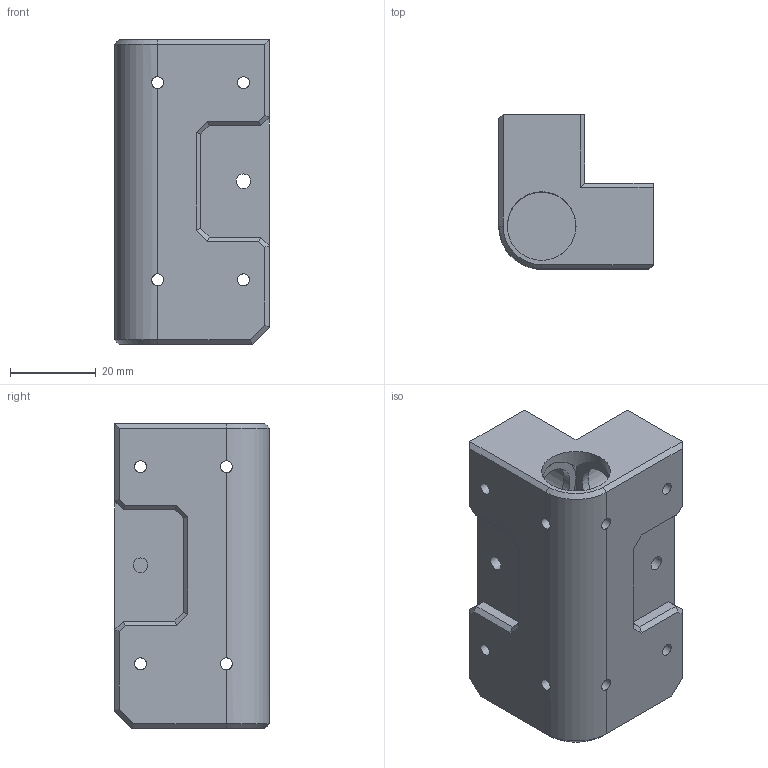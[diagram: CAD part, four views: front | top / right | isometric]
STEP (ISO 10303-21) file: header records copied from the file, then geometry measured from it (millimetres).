
FILE_DESCRIPTION(('FreeCAD Model'),'2;1');
FILE_NAME('Open CASCADE Shape Model','2023-03-29T12:31:58',('Author'),( ''),'Open CASCADE STEP processor 7.5','FreeCAD','Unknown');
FILE_SCHEMA(('AUTOMOTIVE_DESIGN { 1 0 10303 214 1 1 1 1 }'));
Length unit declared in the file: millimetre
Products named in the file (1): new.bottom.corner
Bounding box: 36 x 36 x 71 mm (x, y, z)
Volume: 26172.9 mm3; surface area: 18736.7 mm2
Topology: 1 solids, 1 shells, 159 faces, 421 edges, 258 vertices
Faces by surface type: plane 102, cylinder 45, cone 8, bspline 4
Full cylindrical faces by diameter (mm): 2.8 x12, 3.4 x2, 12 x4, 16 x5
Entity records: 14033 total; most frequent: CARTESIAN_POINT 5755, DIRECTION 1465, LINE 897, VECTOR 897, ORIENTED_EDGE 842, PCURVE 842, DEFINITIONAL_REPRESENTATION 842, EDGE_CURVE 421
